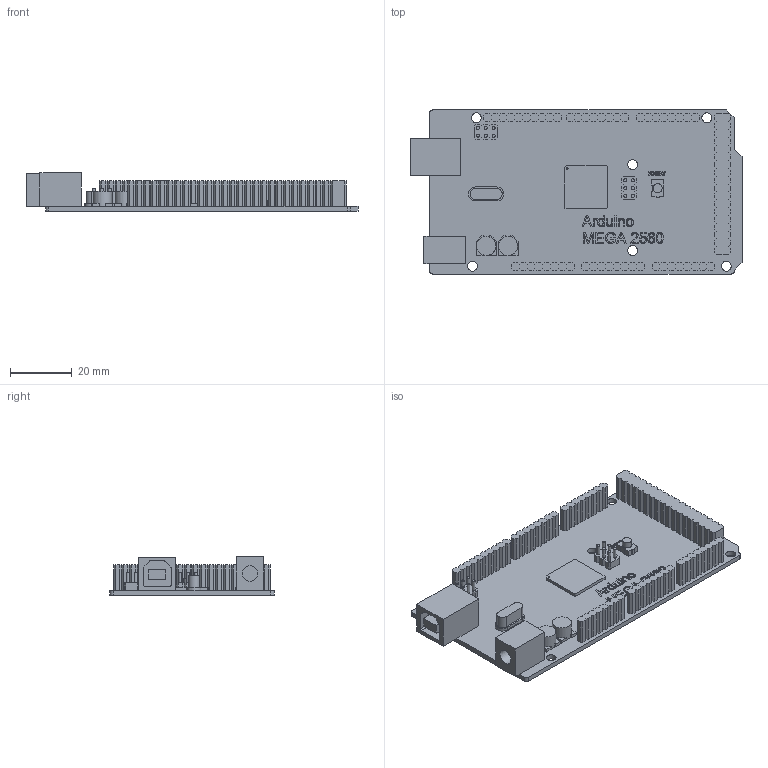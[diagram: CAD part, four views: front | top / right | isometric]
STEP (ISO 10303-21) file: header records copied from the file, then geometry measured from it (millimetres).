
FILE_DESCRIPTION(('FreeCAD Model'),'2;1');
FILE_NAME('ArduinoMega2560.step','2020-01-22T08:11:16',( 'Author'),(''),'Open CASCADE STEP processor 7.3','FreeCAD','Unknown' );
FILE_SCHEMA(('AUTOMOTIVE_DESIGN { 1 0 10303 214 1 1 1 1 }'));
Products named in the file (1): -__-
Bounding box: 107.94 x 53.34 x 12.6 mm (x, y, z)
Volume: 16312.1 mm3; surface area: 17630.9 mm2
Topology: 1 solids, 1 shells, 908 faces, 2535 edges, 1689 vertices
Faces by surface type: plane 757, bspline 113, cylinder 38
Full cylindrical faces by diameter (mm): 0.5 x1, 1 x12, 3 x1, 3.2 x6, 5 x1, 6.198 x2
Entity records: 68685 total; most frequent: CARTESIAN_POINT 12791, DIRECTION 8543, LINE 6734, VECTOR 6734, ORIENTED_EDGE 5070, PCURVE 5070, DEFINITIONAL_REPRESENTATION 5070, EDGE_CURVE 2535
